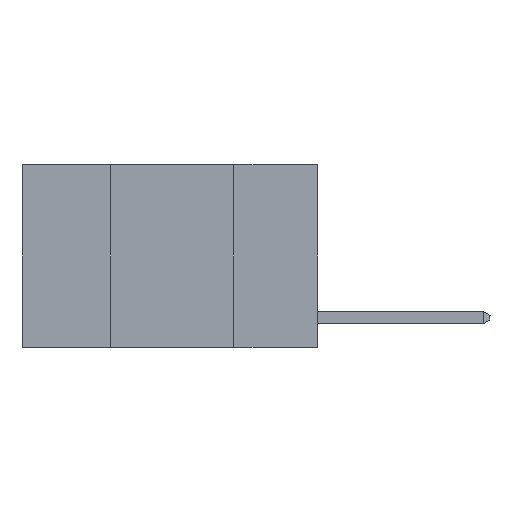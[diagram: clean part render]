
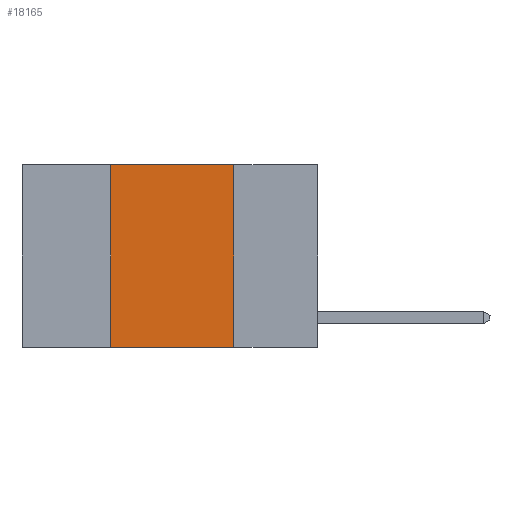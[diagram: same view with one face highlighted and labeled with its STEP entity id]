
A CAD part, left-side view. The second image highlights one B-rep face of the part: STEP entity #18165.
In plain terms, the highlighted planar face has unit normal (-1, 0, 0).
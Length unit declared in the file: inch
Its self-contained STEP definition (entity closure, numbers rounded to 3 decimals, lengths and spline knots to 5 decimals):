
#584 = ORIENTED_EDGE ( 'NONE', *, *, #27215, .F. ) ;
#837 = CARTESIAN_POINT ( 'NONE',  ( 0., 0.17, 0. ) ) ;
#897 = VECTOR ( 'NONE', #2951, 39.37008 ) ;
#2441 = CARTESIAN_POINT ( 'NONE',  ( 0., 0.6, -0.37 ) ) ;
#2951 = DIRECTION ( 'NONE',  ( 0., 0., -1. ) ) ;
#5255 = CARTESIAN_POINT ( 'NONE',  ( 0., 0.42, -0.37 ) ) ;
#5422 = EDGE_CURVE ( 'NONE', #8328, #25918, #26684, .T. ) ;
#8328 = VERTEX_POINT ( 'NONE', #5255 ) ;
#9318 = VERTEX_POINT ( 'NONE', #26851 ) ;
#9567 = VECTOR ( 'NONE', #16196, 39.37008 ) ;
#9774 = EDGE_CURVE ( 'NONE', #8328, #9318, #9904, .T. ) ;
#9904 = LINE ( 'NONE', #20516, #18195 ) ;
#10376 = EDGE_CURVE ( 'NONE', #9318, #19277, #10810, .T. ) ;
#10395 = DIRECTION ( 'NONE',  ( 1., 0., 0. ) ) ;
#10678 = DIRECTION ( 'NONE',  ( 0., 0., -1. ) ) ;
#10810 = LINE ( 'NONE', #19318, #23137 ) ;
#12513 = ORIENTED_EDGE ( 'NONE', *, *, #10376, .F. ) ;
#14749 = FACE_OUTER_BOUND ( 'NONE', #22889, .T. ) ;
#15982 = ORIENTED_EDGE ( 'NONE', *, *, #9774, .F. ) ;
#16196 = DIRECTION ( 'NONE',  ( 0., -1., 0. ) ) ;
#18165 = ADVANCED_FACE ( 'NONE', ( #14749 ), #19060, .F. ) ;
#18195 = VECTOR ( 'NONE', #24734, 39.37008 ) ;
#19060 = PLANE ( 'NONE',  #27001 ) ;
#19277 = VERTEX_POINT ( 'NONE', #19716 ) ;
#19318 = CARTESIAN_POINT ( 'NONE',  ( 0., 0.6, 0. ) ) ;
#19716 = CARTESIAN_POINT ( 'NONE',  ( 0., 0.17, 0. ) ) ;
#20218 = CARTESIAN_POINT ( 'NONE',  ( 0., 0.17, -0.37 ) ) ;
#20311 = ORIENTED_EDGE ( 'NONE', *, *, #5422, .T. ) ;
#20516 = CARTESIAN_POINT ( 'NONE',  ( 0., 0.42, 0. ) ) ;
#21274 = DIRECTION ( 'NONE',  ( 0., -1., 0. ) ) ;
#22085 = LINE ( 'NONE', #837, #897 ) ;
#22889 = EDGE_LOOP ( 'NONE', ( #584, #12513, #15982, #20311 ) ) ;
#23137 = VECTOR ( 'NONE', #21274, 39.37008 ) ;
#24734 = DIRECTION ( 'NONE',  ( 0., 0., 1. ) ) ;
#25240 = CARTESIAN_POINT ( 'NONE',  ( 0., 0.6, 0. ) ) ;
#25918 = VERTEX_POINT ( 'NONE', #20218 ) ;
#26684 = LINE ( 'NONE', #2441, #9567 ) ;
#26851 = CARTESIAN_POINT ( 'NONE',  ( 0., 0.42, 0. ) ) ;
#27001 = AXIS2_PLACEMENT_3D ( 'NONE', #25240, #10395, #10678 ) ;
#27215 = EDGE_CURVE ( 'NONE', #19277, #25918, #22085, .T. ) ;
